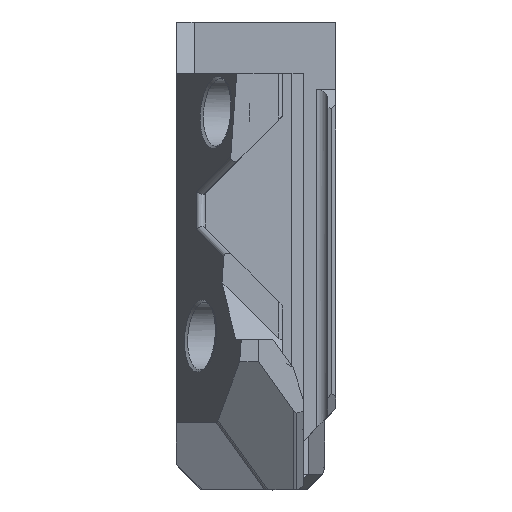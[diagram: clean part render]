
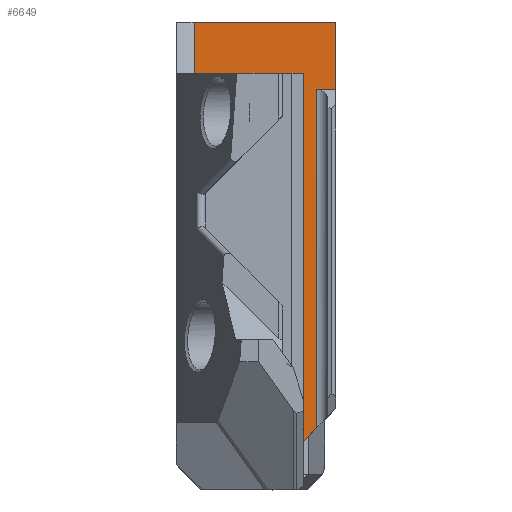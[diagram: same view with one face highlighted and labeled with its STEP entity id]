
A CAD part, left-side view. The second image highlights one B-rep face of the part: STEP entity #6649.
In plain terms, the highlighted planar face has unit normal (-1, 0, 0).
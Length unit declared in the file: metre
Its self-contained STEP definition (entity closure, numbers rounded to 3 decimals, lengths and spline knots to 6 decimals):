
#284=CIRCLE('',#7147,3.934147);
#1424=ORIENTED_EDGE('',*,*,#2860,.F.);
#1425=ORIENTED_EDGE('',*,*,#2861,.T.);
#1426=ORIENTED_EDGE('',*,*,#2862,.F.);
#1427=ORIENTED_EDGE('',*,*,#2863,.F.);
#1428=ORIENTED_EDGE('',*,*,#2864,.T.);
#1429=ORIENTED_EDGE('',*,*,#2865,.F.);
#1430=ORIENTED_EDGE('',*,*,#2855,.F.);
#1431=ORIENTED_EDGE('',*,*,#2866,.T.);
#1432=ORIENTED_EDGE('',*,*,#2867,.T.);
#1433=ORIENTED_EDGE('',*,*,#2868,.T.);
#1434=ORIENTED_EDGE('',*,*,#2869,.F.);
#1435=ORIENTED_EDGE('',*,*,#2801,.F.);
#1436=ORIENTED_EDGE('',*,*,#2870,.T.);
#1437=ORIENTED_EDGE('',*,*,#2871,.T.);
#1438=ORIENTED_EDGE('',*,*,#2872,.F.);
#1439=ORIENTED_EDGE('',*,*,#2873,.F.);
#2801=EDGE_CURVE('',#3602,#3603,#4295,.T.);
#2855=EDGE_CURVE('',#3646,#3611,#4339,.T.);
#2860=EDGE_CURVE('',#3650,#3651,#284,.T.);
#2861=EDGE_CURVE('',#3650,#3652,#4344,.T.);
#2862=EDGE_CURVE('',#3653,#3652,#4345,.T.);
#2863=EDGE_CURVE('',#3654,#3653,#4346,.T.);
#2864=EDGE_CURVE('',#3654,#3651,#4347,.T.);
#2865=EDGE_CURVE('',#3611,#3655,#4348,.T.);
#2866=EDGE_CURVE('',#3646,#3656,#4349,.T.);
#2867=EDGE_CURVE('',#3656,#3657,#4350,.T.);
#2868=EDGE_CURVE('',#3657,#3658,#4351,.T.);
#2869=EDGE_CURVE('',#3603,#3658,#4352,.T.);
#2870=EDGE_CURVE('',#3602,#3659,#4353,.T.);
#2871=EDGE_CURVE('',#3659,#3660,#4354,.T.);
#2872=EDGE_CURVE('',#3661,#3660,#4355,.T.);
#2873=EDGE_CURVE('',#3655,#3661,#4356,.T.);
#3602=VERTEX_POINT('',#11000);
#3603=VERTEX_POINT('',#11002);
#3611=VERTEX_POINT('',#11020);
#3646=VERTEX_POINT('',#11112);
#3650=VERTEX_POINT('',#11122);
#3651=VERTEX_POINT('',#11123);
#3652=VERTEX_POINT('',#11125);
#3653=VERTEX_POINT('',#11127);
#3654=VERTEX_POINT('',#11129);
#3655=VERTEX_POINT('',#11132);
#3656=VERTEX_POINT('',#11134);
#3657=VERTEX_POINT('',#11136);
#3658=VERTEX_POINT('',#11138);
#3659=VERTEX_POINT('',#11141);
#3660=VERTEX_POINT('',#11143);
#3661=VERTEX_POINT('',#11145);
#4295=LINE('',#11001,#5040);
#4339=LINE('',#11111,#5084);
#4344=LINE('',#11124,#5089);
#4345=LINE('',#11126,#5090);
#4346=LINE('',#11128,#5091);
#4347=LINE('',#11130,#5092);
#4348=LINE('',#11131,#5093);
#4349=LINE('',#11133,#5094);
#4350=LINE('',#11135,#5095);
#4351=LINE('',#11137,#5096);
#4352=LINE('',#11139,#5097);
#4353=LINE('',#11140,#5098);
#4354=LINE('',#11142,#5099);
#4355=LINE('',#11144,#5100);
#4356=LINE('',#11146,#5101);
#5040=VECTOR('',#8382,1.);
#5084=VECTOR('',#8472,1.);
#5089=VECTOR('',#8481,1.);
#5090=VECTOR('',#8482,1.);
#5091=VECTOR('',#8483,1.);
#5092=VECTOR('',#8484,1.);
#5093=VECTOR('',#8485,1.);
#5094=VECTOR('',#8486,1.);
#5095=VECTOR('',#8487,1.);
#5096=VECTOR('',#8488,1.);
#5097=VECTOR('',#8489,1.);
#5098=VECTOR('',#8490,1.);
#5099=VECTOR('',#8491,1.);
#5100=VECTOR('',#8492,1.);
#5101=VECTOR('',#8493,1.);
#5599=EDGE_LOOP('',(#1424,#1425,#1426,#1427,#1428));
#5600=EDGE_LOOP('',(#1429,#1430,#1431,#1432,#1433,#1434,#1435,#1436,#1437,
#1438,#1439));
#6008=FACE_BOUND('',#5599,.T.);
#6009=FACE_BOUND('',#5600,.T.);
#6338=PLANE('',#7146);
#6649=ADVANCED_FACE('',(#6008,#6009),#6338,.T.);
#7146=AXIS2_PLACEMENT_3D('',#11120,#8477,#8478);
#7147=AXIS2_PLACEMENT_3D('',#11121,#8479,#8480);
#8382=DIRECTION('',(0.,-1.,0.));
#8472=DIRECTION('',(0.,0.,-1.));
#8477=DIRECTION('',(-1.,0.,0.));
#8478=DIRECTION('',(0.,-1.,0.));
#8479=DIRECTION('',(1.,0.,0.));
#8480=DIRECTION('',(0.,-0.709,-0.705));
#8481=DIRECTION('',(0.,-1.,0.));
#8482=DIRECTION('',(0.,0.,1.));
#8483=DIRECTION('',(0.,-1.,0.));
#8484=DIRECTION('',(0.,0.,1.));
#8485=DIRECTION('',(0.,0.,1.));
#8486=DIRECTION('',(0.,-0.707,0.707));
#8487=DIRECTION('',(0.,0.,1.));
#8488=DIRECTION('',(0.,-1.,0.));
#8489=DIRECTION('',(0.,0.,-1.));
#8490=DIRECTION('',(0.,0.,-1.));
#8491=DIRECTION('',(0.,-1.,0.));
#8492=DIRECTION('',(0.,0.,1.));
#8493=DIRECTION('',(0.,1.,0.));
#11000=CARTESIAN_POINT('',(0.111417,-0.155397,0.076823));
#11001=CARTESIAN_POINT('',(0.111417,-0.162897,0.076823));
#11002=CARTESIAN_POINT('',(0.111417,-0.167997,0.076823));
#11020=CARTESIAN_POINT('',(0.111417,-0.163898,0.035823));
#11111=CARTESIAN_POINT('',(0.111417,-0.163898,0.056523));
#11112=CARTESIAN_POINT('',(0.111417,-0.163898,0.038356));
#11120=CARTESIAN_POINT('',(0.111417,-0.155497,0.036823));
#11121=CARTESIAN_POINT('',(0.111417,2.630461,2.845692));
#11122=CARTESIAN_POINT('',(0.111417,-0.158376,0.070823));
#11123=CARTESIAN_POINT('',(0.111417,-0.156397,0.068834));
#11124=CARTESIAN_POINT('',(0.111417,-0.155497,0.070823));
#11125=CARTESIAN_POINT('',(0.111417,-0.164397,0.070823));
#11126=CARTESIAN_POINT('',(0.111417,-0.164397,0.042823));
#11127=CARTESIAN_POINT('',(0.111417,-0.164397,0.042823));
#11128=CARTESIAN_POINT('',(0.111417,-0.164397,0.042823));
#11129=CARTESIAN_POINT('',(0.111417,-0.156397,0.042823));
#11130=CARTESIAN_POINT('',(0.111417,-0.156397,0.036823));
#11131=CARTESIAN_POINT('',(0.111417,-0.163898,0.056523));
#11132=CARTESIAN_POINT('',(0.111417,-0.163898,0.036823));
#11133=CARTESIAN_POINT('',(0.111417,-0.158931,0.033388));
#11134=CARTESIAN_POINT('',(0.111417,-0.166297,0.040754));
#11135=CARTESIAN_POINT('',(0.111417,-0.166297,0.064145));
#11136=CARTESIAN_POINT('',(0.111417,-0.166297,0.070846));
#11137=CARTESIAN_POINT('',(0.111417,-0.155497,0.070846));
#11138=CARTESIAN_POINT('',(0.111417,-0.167997,0.070846));
#11139=CARTESIAN_POINT('',(0.111417,-0.167997,0.058273));
#11140=CARTESIAN_POINT('',(0.111417,-0.155397,0.036823));
#11141=CARTESIAN_POINT('',(0.111417,-0.155397,0.041423));
#11142=CARTESIAN_POINT('',(0.111417,-0.155497,0.041423));
#11143=CARTESIAN_POINT('',(0.111417,-0.161297,0.041423));
#11144=CARTESIAN_POINT('',(0.111417,-0.161297,0.056823));
#11145=CARTESIAN_POINT('',(0.111417,-0.161297,0.036823));
#11146=CARTESIAN_POINT('',(0.111417,-0.161097,0.036823));
